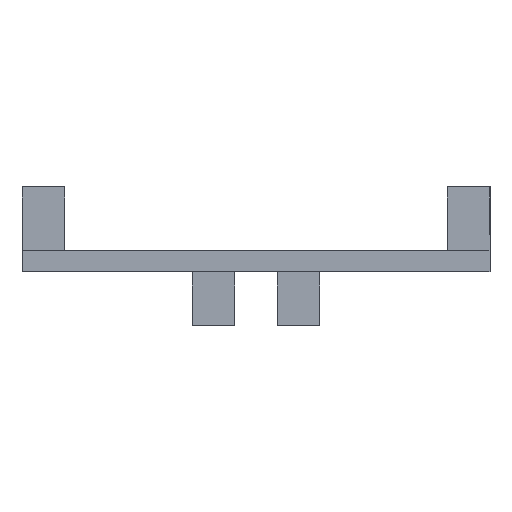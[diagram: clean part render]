
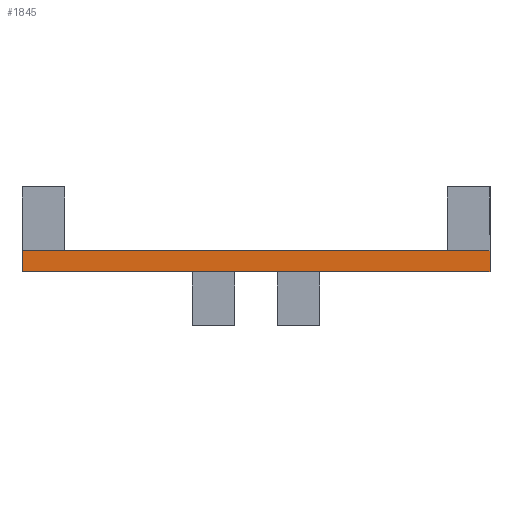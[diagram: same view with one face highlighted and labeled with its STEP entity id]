
A CAD part, left-side view. The second image highlights one B-rep face of the part: STEP entity #1845.
In plain terms, the highlighted planar face has unit normal (-1, 0, 0).
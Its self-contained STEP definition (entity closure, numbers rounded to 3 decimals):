
#44 = VECTOR ( 'NONE', #170, 1000. ) ;
#119 = DIRECTION ( 'NONE',  ( 0., -1., 0. ) ) ;
#170 = DIRECTION ( 'NONE',  ( 0., 0., -1. ) ) ;
#195 = VECTOR ( 'NONE', #274, 1000. ) ;
#202 = DIRECTION ( 'NONE',  ( 1., 0., 0. ) ) ;
#218 = ORIENTED_EDGE ( 'NONE', *, *, #1117, .F. ) ;
#235 = CARTESIAN_POINT ( 'NONE',  ( -170., 110., 10. ) ) ;
#259 = CARTESIAN_POINT ( 'NONE',  ( -170., 110., 0. ) ) ;
#274 = DIRECTION ( 'NONE',  ( 0., -1., 0. ) ) ;
#346 = VERTEX_POINT ( 'NONE', #2688 ) ;
#350 = ORIENTED_EDGE ( 'NONE', *, *, #1668, .T. ) ;
#612 = VERTEX_POINT ( 'NONE', #235 ) ;
#630 = PLANE ( 'NONE',  #2112 ) ;
#818 = LINE ( 'NONE', #1222, #2431 ) ;
#920 = ORIENTED_EDGE ( 'NONE', *, *, #1802, .T. ) ;
#1102 = LINE ( 'NONE', #2707, #1470 ) ;
#1117 = EDGE_CURVE ( 'NONE', #1349, #346, #1780, .T. ) ;
#1222 = CARTESIAN_POINT ( 'NONE',  ( -170., -110., 0. ) ) ;
#1234 = FACE_OUTER_BOUND ( 'NONE', #1748, .T. ) ;
#1349 = VERTEX_POINT ( 'NONE', #1881 ) ;
#1470 = VECTOR ( 'NONE', #1837, 1000. ) ;
#1647 = CARTESIAN_POINT ( 'NONE',  ( -170., -110., 10. ) ) ;
#1668 = EDGE_CURVE ( 'NONE', #2026, #346, #818, .T. ) ;
#1678 = LINE ( 'NONE', #1984, #195 ) ;
#1748 = EDGE_LOOP ( 'NONE', ( #350, #218, #1875, #920 ) ) ;
#1780 = LINE ( 'NONE', #1647, #44 ) ;
#1802 = EDGE_CURVE ( 'NONE', #612, #2026, #1102, .T. ) ;
#1837 = DIRECTION ( 'NONE',  ( 0., 0., -1. ) ) ;
#1845 = ADVANCED_FACE ( 'NONE', ( #1234 ), #630, .F. ) ;
#1875 = ORIENTED_EDGE ( 'NONE', *, *, #2325, .F. ) ;
#1881 = CARTESIAN_POINT ( 'NONE',  ( -170., -110., 10. ) ) ;
#1984 = CARTESIAN_POINT ( 'NONE',  ( -170., -110., 10. ) ) ;
#2026 = VERTEX_POINT ( 'NONE', #259 ) ;
#2112 = AXIS2_PLACEMENT_3D ( 'NONE', #2123, #202, #2319 ) ;
#2123 = CARTESIAN_POINT ( 'NONE',  ( -170., -110., 10. ) ) ;
#2319 = DIRECTION ( 'NONE',  ( 0., 0., -1. ) ) ;
#2325 = EDGE_CURVE ( 'NONE', #612, #1349, #1678, .T. ) ;
#2431 = VECTOR ( 'NONE', #119, 1000. ) ;
#2688 = CARTESIAN_POINT ( 'NONE',  ( -170., -110., 0. ) ) ;
#2707 = CARTESIAN_POINT ( 'NONE',  ( -170., 110., 10. ) ) ;
